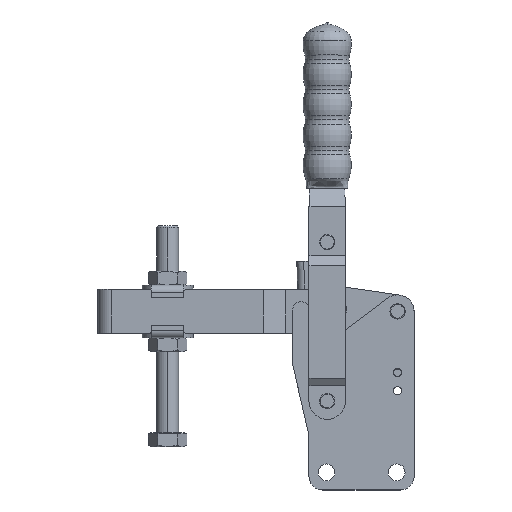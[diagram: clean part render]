
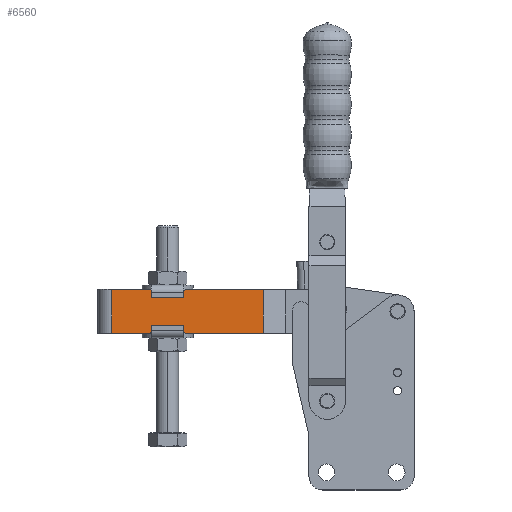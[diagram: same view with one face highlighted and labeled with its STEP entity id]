
A CAD part, top view. The second image highlights one B-rep face of the part: STEP entity #6560.
In plain terms, the highlighted planar face has unit normal (0, 0, 1).
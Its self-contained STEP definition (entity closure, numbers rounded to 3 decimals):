
#128 = CARTESIAN_POINT ( 'NONE',  ( -219.2, 79.1, 8.25 ) ) ;
#985 = ORIENTED_EDGE ( 'NONE', *, *, #4156, .T. ) ;
#1130 = ORIENTED_EDGE ( 'NONE', *, *, #6579, .F. ) ;
#1728 = LINE ( 'NONE', #1779, #5375 ) ;
#1779 = CARTESIAN_POINT ( 'NONE',  ( -219.2, 115., 8.25 ) ) ;
#2059 = VECTOR ( 'NONE', #11331, 1000. ) ;
#2203 = ORIENTED_EDGE ( 'NONE', *, *, #10496, .T. ) ;
#2965 = LINE ( 'NONE', #13697, #5903 ) ;
#3008 = PLANE ( 'NONE',  #6101 ) ;
#4156 = EDGE_CURVE ( 'NONE', #5835, #7832, #1728, .T. ) ;
#4463 = VECTOR ( 'NONE', #11538, 1000. ) ;
#4647 = CARTESIAN_POINT ( 'NONE',  ( -76.197, 110.9, 8.25 ) ) ;
#5375 = VECTOR ( 'NONE', #6270, 1000. ) ;
#5835 = VERTEX_POINT ( 'NONE', #7982 ) ;
#5903 = VECTOR ( 'NONE', #8036, 1000. ) ;
#6101 = AXIS2_PLACEMENT_3D ( 'NONE', #6308, #14029, #13965 ) ;
#6120 = CARTESIAN_POINT ( 'NONE',  ( -109.2, 79.1, 8.25 ) ) ;
#6270 = DIRECTION ( 'NONE',  ( 0., -1., 0. ) ) ;
#6308 = CARTESIAN_POINT ( 'NONE',  ( -219.2, 115., 8.25 ) ) ;
#6560 = ADVANCED_FACE ( 'NONE', ( #13238 ), #3008, .F. ) ;
#6579 = EDGE_CURVE ( 'NONE', #7821, #9246, #8135, .T. ) ;
#7821 = VERTEX_POINT ( 'NONE', #12514 ) ;
#7832 = VERTEX_POINT ( 'NONE', #128 ) ;
#7906 = ORIENTED_EDGE ( 'NONE', *, *, #14012, .T. ) ;
#7982 = CARTESIAN_POINT ( 'NONE',  ( -219.2, 110.9, 8.25 ) ) ;
#8036 = DIRECTION ( 'NONE',  ( 1., 0., 0. ) ) ;
#8135 = LINE ( 'NONE', #12355, #4463 ) ;
#9246 = VERTEX_POINT ( 'NONE', #6120 ) ;
#10496 = EDGE_CURVE ( 'NONE', #7832, #9246, #2965, .T. ) ;
#10949 = LINE ( 'NONE', #4647, #2059 ) ;
#11331 = DIRECTION ( 'NONE',  ( -1., 0., 0. ) ) ;
#11538 = DIRECTION ( 'NONE',  ( 0., -1., 0. ) ) ;
#12355 = CARTESIAN_POINT ( 'NONE',  ( -109.2, 115., 8.25 ) ) ;
#12514 = CARTESIAN_POINT ( 'NONE',  ( -109.2, 110.9, 8.25 ) ) ;
#13238 = FACE_OUTER_BOUND ( 'NONE', #13378, .T. ) ;
#13378 = EDGE_LOOP ( 'NONE', ( #7906, #985, #2203, #1130 ) ) ;
#13697 = CARTESIAN_POINT ( 'NONE',  ( -234., 79.1, 8.25 ) ) ;
#13965 = DIRECTION ( 'NONE',  ( 0., 1., 0. ) ) ;
#14012 = EDGE_CURVE ( 'NONE', #7821, #5835, #10949, .T. ) ;
#14029 = DIRECTION ( 'NONE',  ( 0., 0., -1. ) ) ;
